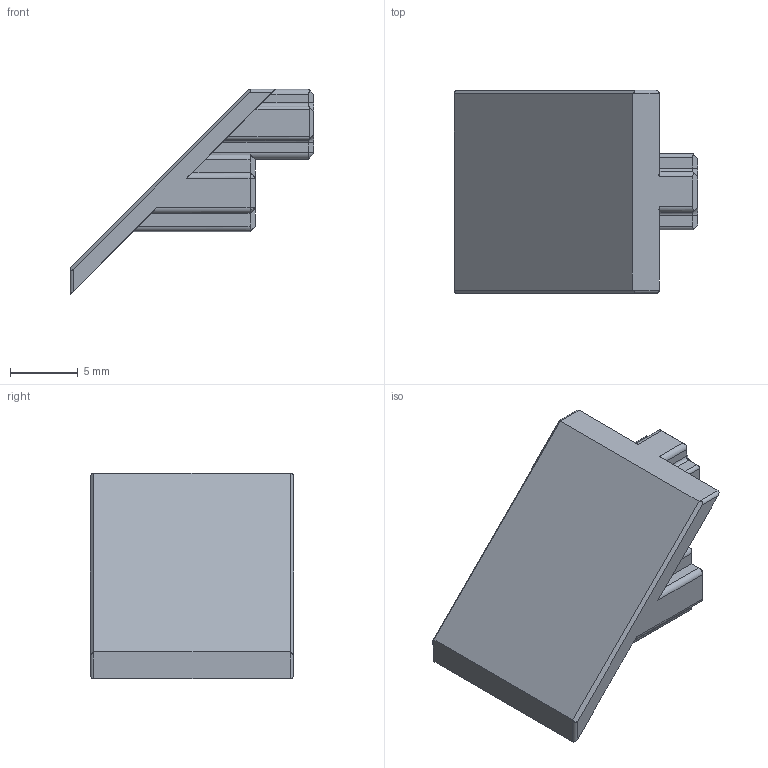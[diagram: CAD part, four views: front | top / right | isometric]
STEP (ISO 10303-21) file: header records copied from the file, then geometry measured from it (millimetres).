
FILE_DESCRIPTION(/* description */ (''),/* implementation_level */ '2;1');
FILE_NAME(/* name */ '45 endcap.step',/* time_stamp */ '2022-06-17T21:18:07+02:00',/* author */ (''),/* organization */ (''),/* preprocessor_version */ 'ST-DEVELOPER v19',/* originating_system */ 'Autodesk Translation Framework v11.7.0.108',/* authorisation */ '');
FILE_SCHEMA (('AUTOMOTIVE_DESIGN { 1 0 10303 214 3 1 1 }'));
Length unit declared in the file: millimetre
Products named in the file (1): 45 endcap left (2)
Bounding box: 18 x 15 x 15.15 mm (x, y, z)
Volume: 790.8 mm3; surface area: 1022.2 mm2
Topology: 1 solids, 1 shells, 122 faces, 328 edges, 204 vertices
Faces by surface type: plane 80, cylinder 32, cone 10
Entity records: 3788 total; most frequent: DIRECTION 658, CARTESIAN_POINT 651, ORIENTED_EDGE 648, EDGE_CURVE 324, LINE 236, VECTOR 236, AXIS2_PLACEMENT_3D 211, VERTEX_POINT 204
